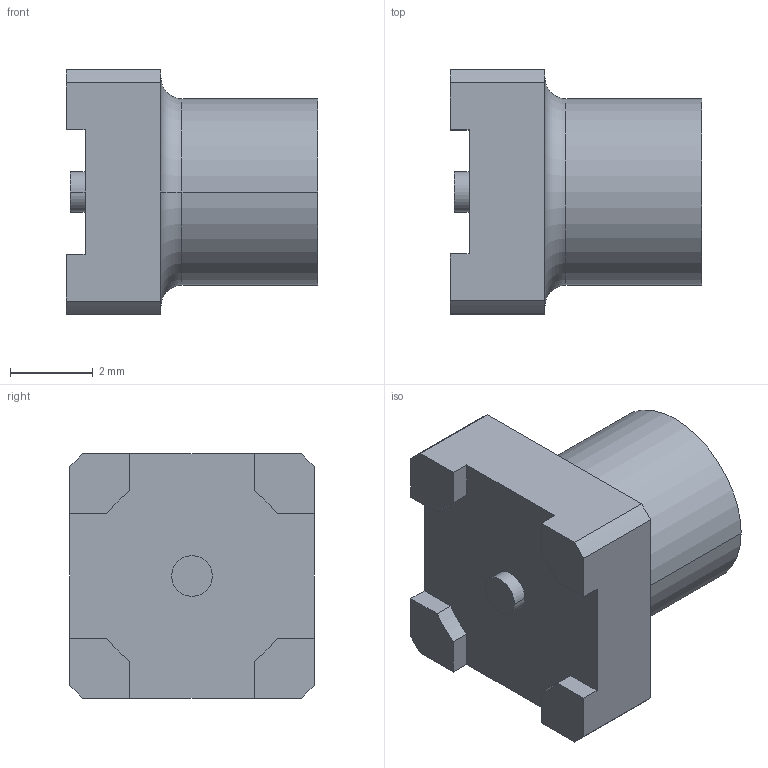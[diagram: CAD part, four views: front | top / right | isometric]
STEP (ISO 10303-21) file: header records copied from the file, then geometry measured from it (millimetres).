
FILE_DESCRIPTION((''),'2;1');
FILE_NAME('919-118J-51P_SW0002','2019-12-12T',('karthik'),(''),'CREO PARAMETRIC BY PTC INC, 2018360','CREO PARAMETRIC BY PTC INC, 2018360','');
FILE_SCHEMA(('CONFIG_CONTROL_DESIGN'));
Length unit declared in the file: millimetre
Products named in the file (1): 919-118J-51P_SW0002
Bounding box: 6.07 x 5.89 x 5.89 mm (x, y, z)
Volume: 94.6 mm3; surface area: 239.9 mm2
Topology: 1 solids, 1 shells, 65 faces, 162 edges, 104 vertices
Faces by surface type: plane 31, cylinder 22, cone 10, torus 2
Entity records: 1990 total; most frequent: DIRECTION 352, CARTESIAN_POINT 347, ORIENTED_EDGE 324, EDGE_CURVE 162, AXIS2_PLACEMENT_3D 129, VERTEX_POINT 104, VECTOR 94, LINE 94
